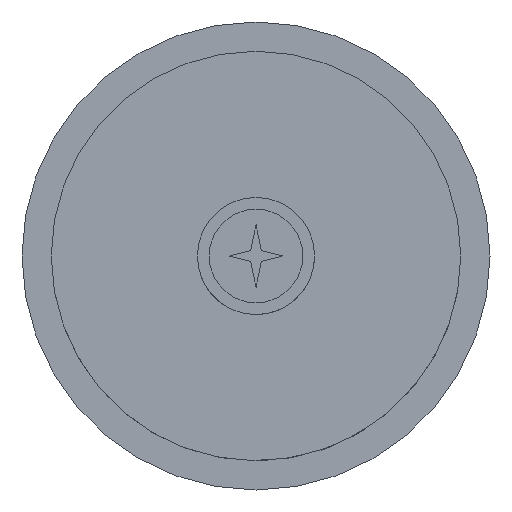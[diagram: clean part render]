
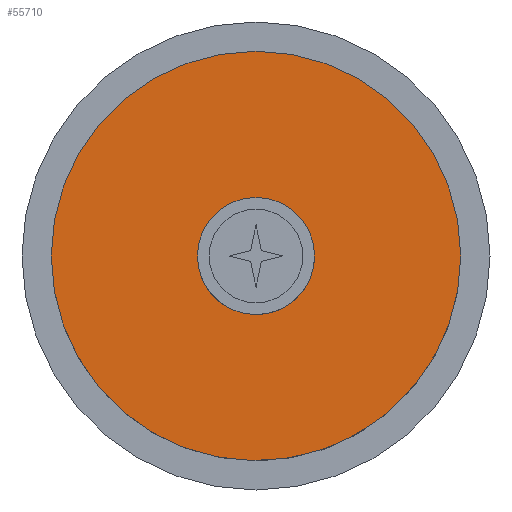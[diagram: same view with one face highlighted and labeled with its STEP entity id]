
A CAD part, front view. The second image highlights one B-rep face of the part: STEP entity #55710.
In plain terms, the highlighted planar face has unit normal (0, -1, 0).
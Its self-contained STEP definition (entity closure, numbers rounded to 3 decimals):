
#53890=CARTESIAN_POINT('',(40.,1.,0.));
#53900=DIRECTION('',(0.,-1.,0.));
#53910=DIRECTION('',(-1.,0.,0.));
#53920=AXIS2_PLACEMENT_3D('',#53890,#53900,#53910);
#53930=CIRCLE('',#53920,35.);
#53940=CARTESIAN_POINT('',(44.423,1.,-34.719));
#53950=VERTEX_POINT('',#53940);
#53960=CARTESIAN_POINT('',(75.,1.,0.));
#53970=VERTEX_POINT('',#53960);
#53980=EDGE_CURVE('',#53950,#53970,#53930,.T.);
#54110=CARTESIAN_POINT('',(5.,1.,0.));
#54120=VERTEX_POINT('',#54110);
#54150=EDGE_CURVE('',#54120,#53950,#53930,.T.);
#54290=CARTESIAN_POINT('',(50.,1.,0.));
#54300=VERTEX_POINT('',#54290);
#54330=CARTESIAN_POINT('',(40.,1.,0.));
#54340=DIRECTION('',(0.,-1.,0.));
#54350=DIRECTION('',(-1.,0.,0.));
#54360=AXIS2_PLACEMENT_3D('',#54330,#54340,#54350);
#54370=CIRCLE('',#54360,10.);
#54380=CARTESIAN_POINT('',(43.167,1.,-9.485));
#54390=VERTEX_POINT('',#54380);
#54400=EDGE_CURVE('',#54390,#54300,#54370,.T.);
#54420=CARTESIAN_POINT('',(30.,1.,0.));
#54430=VERTEX_POINT('',#54420);
#54440=EDGE_CURVE('',#54430,#54390,#54370,.T.);
#54610=EDGE_CURVE('',#53970,#54120,#53930,.T.);
#55120=EDGE_CURVE('',#54300,#54430,#54370,.T.);
#55560=CARTESIAN_POINT('',(42.,1.,34.943));
#55570=DIRECTION('',(-0.,-1.,-0.));
#55580=DIRECTION('',(-1.,0.,0.));
#55590=AXIS2_PLACEMENT_3D('',#55560,#55570,#55580);
#55600=PLANE('',#55590);
#55610=ORIENTED_EDGE('',*,*,#54400,.F.);
#55620=ORIENTED_EDGE('',*,*,#55120,.F.);
#55630=ORIENTED_EDGE('',*,*,#54440,.F.);
#55640=EDGE_LOOP('',(#55630,#55620,#55610));
#55650=FACE_BOUND('',#55640,.T.);
#55660=ORIENTED_EDGE('',*,*,#54610,.T.);
#55670=ORIENTED_EDGE('',*,*,#53980,.T.);
#55680=ORIENTED_EDGE('',*,*,#54150,.T.);
#55690=EDGE_LOOP('',(#55680,#55670,#55660));
#55700=FACE_OUTER_BOUND('',#55690,.T.);
#55710=ADVANCED_FACE('',(#55650,#55700),#55600,.T.);
